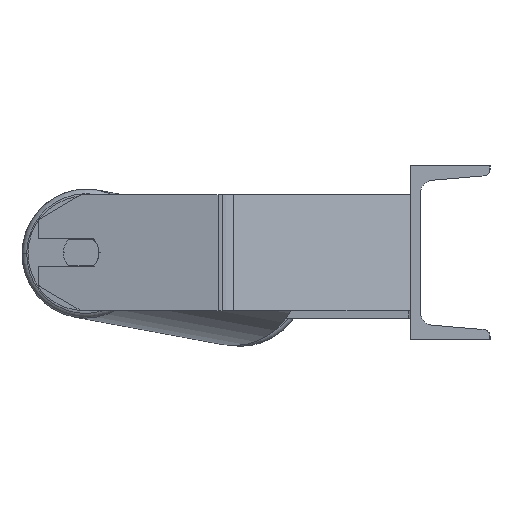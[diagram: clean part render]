
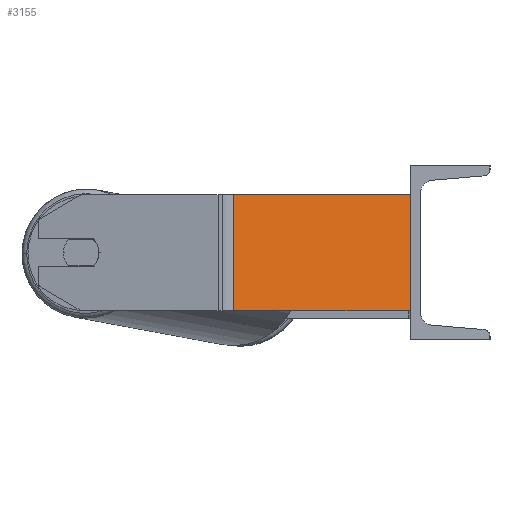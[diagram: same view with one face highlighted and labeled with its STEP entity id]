
A CAD part, left-side view. The second image highlights one B-rep face of the part: STEP entity #3155.
In plain terms, the highlighted planar face has unit normal (-0.866, -0.5, 0).
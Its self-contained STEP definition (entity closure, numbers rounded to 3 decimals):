
#117 = VECTOR ( 'NONE', #4706, 1000. ) ;
#465 = VERTEX_POINT ( 'NONE', #8938 ) ;
#779 = CARTESIAN_POINT ( 'NONE',  ( -955.263, 121.699, 40. ) ) ;
#968 = DIRECTION ( 'NONE',  ( 0.5, -0.866, 0. ) ) ;
#1601 = LINE ( 'NONE', #8676, #4567 ) ;
#1756 = CARTESIAN_POINT ( 'NONE',  ( -955.263, 121.699, 40. ) ) ;
#1936 = EDGE_CURVE ( 'NONE', #3572, #465, #7183, .T. ) ;
#1985 = PLANE ( 'NONE',  #6810 ) ;
#2021 = CARTESIAN_POINT ( 'NONE',  ( -885., 0., 40. ) ) ;
#2065 = VECTOR ( 'NONE', #2600, 1000. ) ;
#2329 = VECTOR ( 'NONE', #5736, 1000. ) ;
#2373 = CARTESIAN_POINT ( 'NONE',  ( -885., 0., 40. ) ) ;
#2600 = DIRECTION ( 'NONE',  ( 0., 0., -1. ) ) ;
#2640 = DIRECTION ( 'NONE',  ( 0.866, 0.5, 0. ) ) ;
#2936 = EDGE_CURVE ( 'NONE', #8303, #3572, #5395, .T. ) ;
#3102 = LINE ( 'NONE', #1756, #2065 ) ;
#3155 = ADVANCED_FACE ( 'NONE', ( #6157 ), #1985, .F. ) ;
#3382 = CARTESIAN_POINT ( 'NONE',  ( -958.175, 126.742, 40. ) ) ;
#3516 = EDGE_CURVE ( 'NONE', #8303, #5113, #3102, .T. ) ;
#3572 = VERTEX_POINT ( 'NONE', #2021 ) ;
#4240 = EDGE_LOOP ( 'NONE', ( #4656, #7962, #6380, #8032 ) ) ;
#4567 = VECTOR ( 'NONE', #968, 1000. ) ;
#4643 = DIRECTION ( 'NONE',  ( -0.5, 0.866, 0. ) ) ;
#4656 = ORIENTED_EDGE ( 'NONE', *, *, #7666, .T. ) ;
#4706 = DIRECTION ( 'NONE',  ( 0.5, -0.866, 0. ) ) ;
#5113 = VERTEX_POINT ( 'NONE', #6054 ) ;
#5395 = LINE ( 'NONE', #5438, #117 ) ;
#5438 = CARTESIAN_POINT ( 'NONE',  ( -958.175, 126.742, 40. ) ) ;
#5736 = DIRECTION ( 'NONE',  ( 0., 0., -1. ) ) ;
#6054 = CARTESIAN_POINT ( 'NONE',  ( -955.263, 121.699, -40. ) ) ;
#6157 = FACE_OUTER_BOUND ( 'NONE', #4240, .T. ) ;
#6380 = ORIENTED_EDGE ( 'NONE', *, *, #2936, .F. ) ;
#6810 = AXIS2_PLACEMENT_3D ( 'NONE', #3382, #2640, #4643 ) ;
#7183 = LINE ( 'NONE', #2373, #2329 ) ;
#7666 = EDGE_CURVE ( 'NONE', #5113, #465, #1601, .T. ) ;
#7962 = ORIENTED_EDGE ( 'NONE', *, *, #1936, .F. ) ;
#8032 = ORIENTED_EDGE ( 'NONE', *, *, #3516, .T. ) ;
#8303 = VERTEX_POINT ( 'NONE', #779 ) ;
#8676 = CARTESIAN_POINT ( 'NONE',  ( -958.175, 126.742, -40. ) ) ;
#8938 = CARTESIAN_POINT ( 'NONE',  ( -885., 0., -40. ) ) ;
